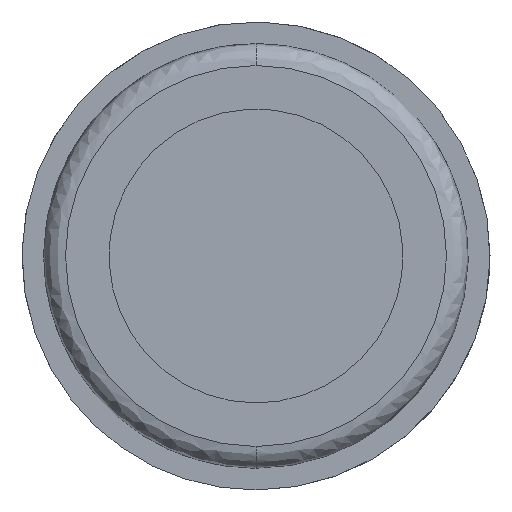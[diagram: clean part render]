
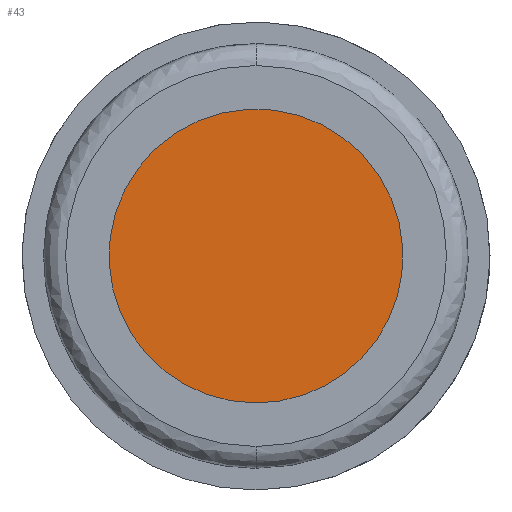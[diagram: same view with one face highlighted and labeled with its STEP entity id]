
A CAD part, front view. The second image highlights one B-rep face of the part: STEP entity #43.
In plain terms, the highlighted planar face has unit normal (0, -1, 0).
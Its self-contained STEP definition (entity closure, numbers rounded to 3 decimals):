
#43=ADVANCED_FACE('',(#101),#100,.F.);
#100=PLANE('',#363);
#101=FACE_OUTER_BOUND('',#364,.T.);
#360=CARTESIAN_POINT('',(-28.059,10.7,-17.55));
#361=DIRECTION('',(0.,1.,0.));
#362=DIRECTION('',(0.,0.,1.));
#363=AXIS2_PLACEMENT_3D('',#360,#361,#362);
#364=EDGE_LOOP('',(#667,#668,#669));
#667=ORIENTED_EDGE('',*,*,#831,.T.);
#668=ORIENTED_EDGE('',*,*,#832,.T.);
#669=ORIENTED_EDGE('',*,*,#833,.T.);
#831=EDGE_CURVE('',#1015,#1016,#1017,.T.);
#832=EDGE_CURVE('',#1016,#1023,#1024,.T.);
#833=EDGE_CURVE('',#1023,#1015,#1030,.T.);
#1015=VERTEX_POINT('',#1535);
#1016=VERTEX_POINT('',#1536);
#1017=CIRCLE('',#1540,13.5);
#1023=VERTEX_POINT('',#1541);
#1024=CIRCLE('',#1545,13.5);
#1030=CIRCLE('',#1549,13.5);
#1535=CARTESIAN_POINT('',(0.,10.7,-13.5));
#1536=CARTESIAN_POINT('',(13.405,10.7,-1.596));
#1537=CARTESIAN_POINT('',(0.,10.7,0.));
#1538=DIRECTION('',(0.,-1.,0.));
#1539=DIRECTION('',(0.,0.,-1.));
#1540=AXIS2_PLACEMENT_3D('',#1537,#1538,#1539);
#1541=CARTESIAN_POINT('',(-13.406,10.7,1.593));
#1542=CARTESIAN_POINT('',(0.,10.7,0.));
#1543=DIRECTION('',(0.,-1.,0.));
#1544=DIRECTION('',(0.,0.,-1.));
#1545=AXIS2_PLACEMENT_3D('',#1542,#1543,#1544);
#1546=CARTESIAN_POINT('',(0.,10.7,0.));
#1547=DIRECTION('',(0.,-1.,0.));
#1548=DIRECTION('',(0.,0.,-1.));
#1549=AXIS2_PLACEMENT_3D('',#1546,#1547,#1548);
